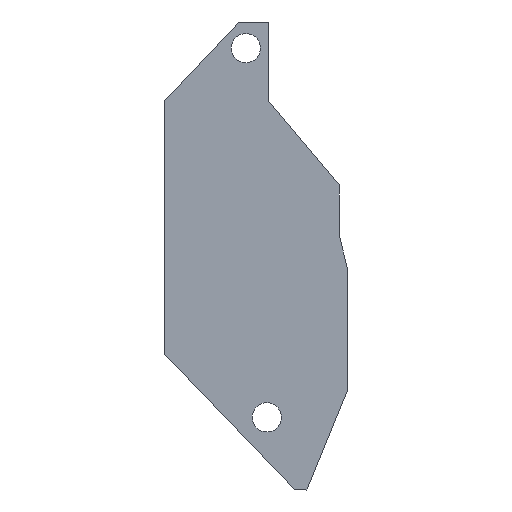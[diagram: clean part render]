
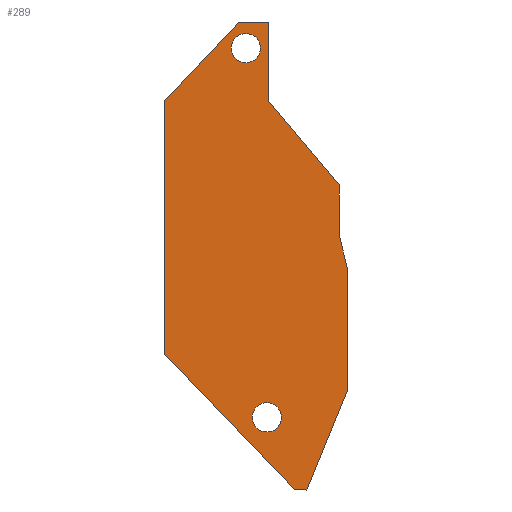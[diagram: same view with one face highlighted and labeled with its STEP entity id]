
A CAD part, front view. The second image highlights one B-rep face of the part: STEP entity #289.
In plain terms, the highlighted planar face has unit normal (0, -1, 0).
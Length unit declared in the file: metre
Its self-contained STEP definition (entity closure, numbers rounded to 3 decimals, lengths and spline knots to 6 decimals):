
#12=CIRCLE('',#315,0.0015);
#14=CIRCLE('',#319,0.0015);
#66=ORIENTED_EDGE('',*,*,#94,.T.);
#67=ORIENTED_EDGE('',*,*,#98,.T.);
#68=ORIENTED_EDGE('',*,*,#101,.T.);
#69=ORIENTED_EDGE('',*,*,#104,.F.);
#70=ORIENTED_EDGE('',*,*,#107,.F.);
#71=ORIENTED_EDGE('',*,*,#110,.F.);
#72=ORIENTED_EDGE('',*,*,#113,.F.);
#73=ORIENTED_EDGE('',*,*,#116,.F.);
#74=ORIENTED_EDGE('',*,*,#119,.F.);
#75=ORIENTED_EDGE('',*,*,#122,.T.);
#76=ORIENTED_EDGE('',*,*,#126,.T.);
#77=ORIENTED_EDGE('',*,*,#123,.F.);
#78=ORIENTED_EDGE('',*,*,#127,.F.);
#94=EDGE_CURVE('',#132,#131,#157,.T.);
#98=EDGE_CURVE('',#131,#134,#161,.T.);
#101=EDGE_CURVE('',#134,#136,#164,.T.);
#104=EDGE_CURVE('',#138,#136,#167,.T.);
#107=EDGE_CURVE('',#140,#138,#170,.T.);
#110=EDGE_CURVE('',#142,#140,#173,.T.);
#113=EDGE_CURVE('',#144,#142,#176,.T.);
#116=EDGE_CURVE('',#146,#144,#179,.T.);
#119=EDGE_CURVE('',#148,#146,#182,.T.);
#122=EDGE_CURVE('',#148,#150,#185,.T.);
#123=EDGE_CURVE('',#151,#151,#12,.T.);
#126=EDGE_CURVE('',#150,#132,#187,.T.);
#127=EDGE_CURVE('',#153,#153,#14,.T.);
#131=VERTEX_POINT('',#402);
#132=VERTEX_POINT('',#404);
#134=VERTEX_POINT('',#410);
#136=VERTEX_POINT('',#416);
#138=VERTEX_POINT('',#422);
#140=VERTEX_POINT('',#428);
#142=VERTEX_POINT('',#434);
#144=VERTEX_POINT('',#440);
#146=VERTEX_POINT('',#446);
#148=VERTEX_POINT('',#452);
#150=VERTEX_POINT('',#458);
#151=VERTEX_POINT('',#462);
#153=VERTEX_POINT('',#470);
#157=LINE('',#403,#190);
#161=LINE('',#411,#194);
#164=LINE('',#417,#197);
#167=LINE('',#423,#200);
#170=LINE('',#429,#203);
#173=LINE('',#435,#206);
#176=LINE('',#441,#209);
#179=LINE('',#447,#212);
#182=LINE('',#453,#215);
#185=LINE('',#459,#218);
#187=LINE('',#467,#220);
#190=VECTOR('',#329,1.);
#194=VECTOR('',#335,1.);
#197=VECTOR('',#340,1.);
#200=VECTOR('',#345,1.);
#203=VECTOR('',#350,1.);
#206=VECTOR('',#355,1.);
#209=VECTOR('',#360,1.);
#212=VECTOR('',#365,1.);
#215=VECTOR('',#370,1.);
#218=VECTOR('',#375,1.);
#220=VECTOR('',#385,1.);
#236=EDGE_LOOP('',(#66,#67,#68,#69,#70,#71,#72,#73,#74,#75,#76));
#237=EDGE_LOOP('',(#77));
#238=EDGE_LOOP('',(#78));
#257=FACE_BOUND('',#236,.T.);
#258=FACE_BOUND('',#237,.T.);
#259=FACE_BOUND('',#238,.T.);
#274=PLANE('',#321);
#289=ADVANCED_FACE('',(#257,#258,#259),#274,.T.);
#315=AXIS2_PLACEMENT_3D('',#461,#378,#379);
#319=AXIS2_PLACEMENT_3D('',#469,#388,#389);
#321=AXIS2_PLACEMENT_3D('',#473,#392,#393);
#329=DIRECTION('',(0.,0.,-1.));
#335=DIRECTION('',(0.693,0.,-0.721));
#340=DIRECTION('',(1.,0.,0.));
#345=DIRECTION('',(-0.378,0.,-0.926));
#350=DIRECTION('',(0.,0.,-1.));
#355=DIRECTION('',(0.236,0.,-0.972));
#360=DIRECTION('',(0.,0.,-1.));
#365=DIRECTION('',(0.643,0.,-0.766));
#370=DIRECTION('',(0.,0.,-1.));
#375=DIRECTION('',(-1.,0.,0.));
#378=DIRECTION('',(0.,-1.,0.));
#379=DIRECTION('',(0.,0.,-1.));
#385=DIRECTION('',(-0.686,0.,-0.727));
#388=DIRECTION('',(0.,-1.,0.));
#389=DIRECTION('',(0.,0.,-1.));
#392=DIRECTION('',(0.,-1.,0.));
#393=DIRECTION('',(1.,0.,0.));
#402=CARTESIAN_POINT('',(-0.037257,-0.01314,-0.026388));
#403=CARTESIAN_POINT('',(-0.037257,-0.01314,-0.013332));
#404=CARTESIAN_POINT('',(-0.037257,-0.01314,-0.000277));
#410=CARTESIAN_POINT('',(-0.023949,-0.01314,-0.04025));
#411=CARTESIAN_POINT('',(-0.030603,-0.01314,-0.033319));
#416=CARTESIAN_POINT('',(-0.022696,-0.01314,-0.04025));
#417=CARTESIAN_POINT('',(-0.023323,-0.01314,-0.04025));
#422=CARTESIAN_POINT('',(-0.01858,-0.01314,-0.030168));
#423=CARTESIAN_POINT('',(-0.020638,-0.01314,-0.035209));
#428=CARTESIAN_POINT('',(-0.01858,-0.01314,-0.017424));
#429=CARTESIAN_POINT('',(-0.01858,-0.01314,-0.023796));
#434=CARTESIAN_POINT('',(-0.0194,-0.01314,-0.014044));
#435=CARTESIAN_POINT('',(-0.01899,-0.01314,-0.015734));
#440=CARTESIAN_POINT('',(-0.0194,-0.01314,-0.008956));
#441=CARTESIAN_POINT('',(-0.0194,-0.01314,-0.0115));
#446=CARTESIAN_POINT('',(-0.0266,-0.01314,-0.000375));
#447=CARTESIAN_POINT('',(-0.023,-0.01314,-0.004665));
#452=CARTESIAN_POINT('',(-0.0266,-0.01314,0.00775));
#453=CARTESIAN_POINT('',(-0.0266,-0.01314,0.005775));
#458=CARTESIAN_POINT('',(-0.029681,-0.01314,0.00775));
#459=CARTESIAN_POINT('',(0.,-0.01314,0.00775));
#461=CARTESIAN_POINT('',(-0.028964,-0.01314,0.005064));
#462=CARTESIAN_POINT('',(-0.028964,-0.01314,0.003564));
#467=CARTESIAN_POINT('',(-0.03295,-0.01314,0.004287));
#469=CARTESIAN_POINT('',(-0.026804,-0.01314,-0.0328));
#470=CARTESIAN_POINT('',(-0.026804,-0.01314,-0.0343));
#473=CARTESIAN_POINT('',(-0.027919,-0.01314,-0.01625));
